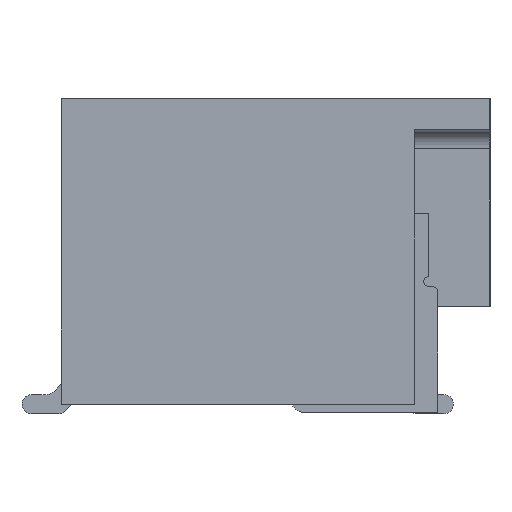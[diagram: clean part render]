
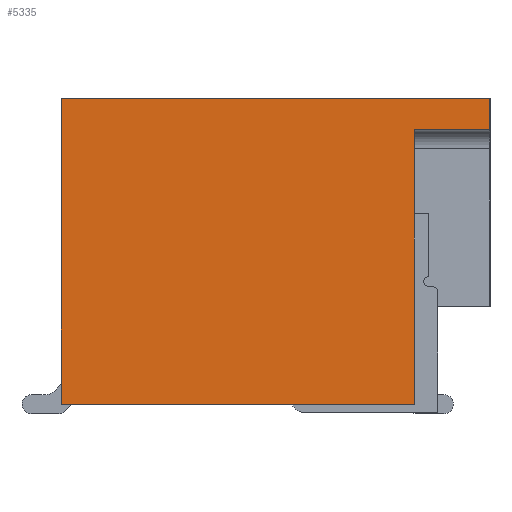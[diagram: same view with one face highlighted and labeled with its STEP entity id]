
A CAD part, left-side view. The second image highlights one B-rep face of the part: STEP entity #5335.
In plain terms, the highlighted planar face has unit normal (-1, 0, 0).
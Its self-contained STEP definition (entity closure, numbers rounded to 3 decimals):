
#5280=CARTESIAN_POINT('',(-7.875,-1.219,-5.111));
#5281=DIRECTION('',(0.,-1.,0.));
#5282=DIRECTION('',(-1.,0.,0.));
#5283=AXIS2_PLACEMENT_3D('',#5280,#5282,#5281);
#5284=PLANE('',#5283);
#5285=CARTESIAN_POINT('',(-7.875,2.8,-4.371));
#5286=VERTEX_POINT('',#5285);
#5287=CARTESIAN_POINT('',(-7.875,2.8,0.479));
#5288=VERTEX_POINT('',#5287);
#5289=CARTESIAN_POINT('',(-7.875,2.8,-4.371));
#5290=DIRECTION('',(0.,0.,1.));
#5291=VECTOR('',#5290,4.85);
#5292=LINE('',#5289,#5291);
#5293=EDGE_CURVE('',#5286,#5288,#5292,.T.);
#5294=ORIENTED_EDGE('',*,*,#5293,.F.);
#5295=CARTESIAN_POINT('',(-7.875,-2.8,-4.371));
#5296=VERTEX_POINT('',#5295);
#5297=CARTESIAN_POINT('',(-7.875,2.8,-4.371));
#5298=DIRECTION('',(0.,-1.,0.));
#5299=VECTOR('',#5298,5.6);
#5300=LINE('',#5297,#5299);
#5301=EDGE_CURVE('',#5286,#5296,#5300,.T.);
#5302=ORIENTED_EDGE('',*,*,#5301,.T.);
#5303=CARTESIAN_POINT('',(-7.875,-2.8,-0.021));
#5304=VERTEX_POINT('',#5303);
#5305=CARTESIAN_POINT('',(-7.875,-2.8,-4.371));
#5306=DIRECTION('',(0.,0.,1.));
#5307=VECTOR('',#5306,4.35);
#5308=LINE('',#5305,#5307);
#5309=EDGE_CURVE('',#5296,#5304,#5308,.T.);
#5310=ORIENTED_EDGE('',*,*,#5309,.T.);
#5311=CARTESIAN_POINT('',(-7.875,-4.,-0.021));
#5312=VERTEX_POINT('',#5311);
#5313=CARTESIAN_POINT('',(-7.875,-2.8,-0.021));
#5314=DIRECTION('',(0.,-1.,0.));
#5315=VECTOR('',#5314,1.2);
#5316=LINE('',#5313,#5315);
#5317=EDGE_CURVE('',#5304,#5312,#5316,.T.);
#5318=ORIENTED_EDGE('',*,*,#5317,.T.);
#5319=CARTESIAN_POINT('',(-7.875,-4.,0.479));
#5320=VERTEX_POINT('',#5319);
#5321=CARTESIAN_POINT('',(-7.875,-4.,-0.021));
#5322=DIRECTION('',(0.,0.,1.));
#5323=VECTOR('',#5322,0.5);
#5324=LINE('',#5321,#5323);
#5325=EDGE_CURVE('',#5312,#5320,#5324,.T.);
#5326=ORIENTED_EDGE('',*,*,#5325,.T.);
#5327=CARTESIAN_POINT('',(-7.875,-4.,0.479));
#5328=DIRECTION('',(0.,1.,0.));
#5329=VECTOR('',#5328,6.8);
#5330=LINE('',#5327,#5329);
#5331=EDGE_CURVE('',#5320,#5288,#5330,.T.);
#5332=ORIENTED_EDGE('',*,*,#5331,.T.);
#5333=EDGE_LOOP('',(#5294,#5302,#5310,#5318,#5326,#5332));
#5334=FACE_OUTER_BOUND('',#5333,.T.);
#5335=ADVANCED_FACE('',(#5334),#5284,.T.);
